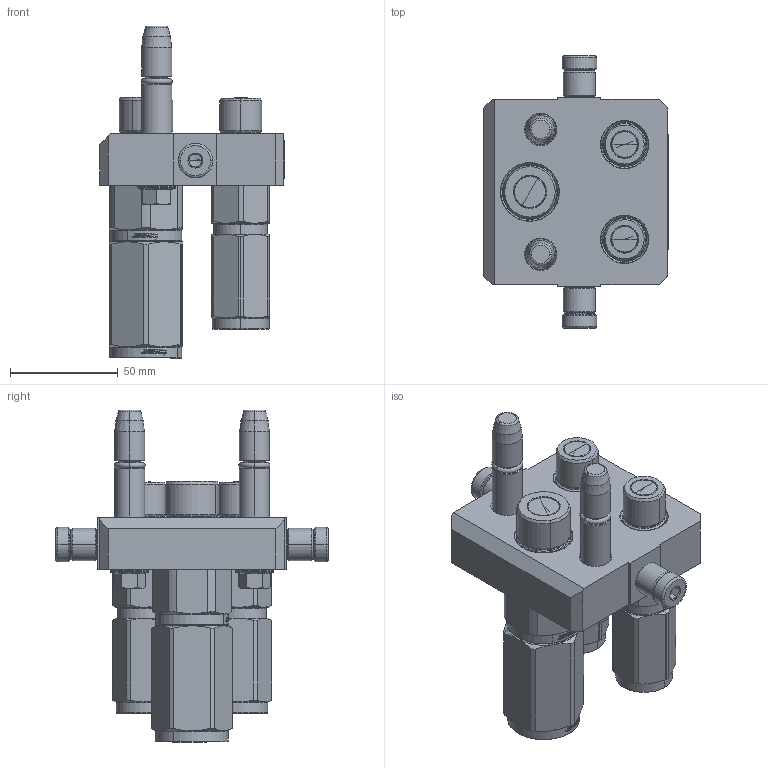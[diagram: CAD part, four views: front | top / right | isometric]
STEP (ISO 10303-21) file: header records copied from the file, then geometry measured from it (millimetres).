
FILE_DESCRIPTION (( 'STEP AP214' ), '1' );
FILE_NAME ('FASTER.step', '2022-01-27T09:38:10', ( '' ), ( '' ), 'SwSTEP 2.0', 'SolidWorks 2017', '' );
FILE_SCHEMA (( 'AUTOMOTIVE_DESIGN' ));
Length unit declared in the file: millimetre
Products named in the file (13): 4830_028_1000_011; 4830_021_0000_000; FASTER; 3ffnp38_gas_m; et002; 4830_013_3000_030; 1540_080_0008_000; or2_62x9_19_m; 3ffnp12_gas_m; P306_M_BASE; 4820_010_0000_001
Assembly tree (18 placements, depth 3):
  FASTER
    P306_M_BASE
      4820_010_0000_001
      4830_021_0000_000  x2
      1540_080_0008_000  x2
      4830_013_3000_030  x2
      4830_028_1000_011  x2
      or2_62x9_19_m  x2
    3ffnp12_gas_m
      3ffnp12_gas_m
    3ffnp38_gas_m  x2
      3ffnp38_gas_m
    et002
Bounding box: 85.8 x 126.6 x 154.2 mm (x, y, z)
Volume: 2873.9 mm3; surface area: 92940.9 mm2
Topology: 5 solids, 46 shells, 1929 faces, 5508 edges, 3640 vertices
Faces by surface type: plane 1184, cone 291, cylinder 290, torus 94, bspline 70
Entity records: 60699 total; most frequent: CARTESIAN_POINT 15653, ORIENTED_EDGE 8703, DIRECTION 8016, EDGE_CURVE 4623, VECTOR 3338, LINE 3338, VERTEX_POINT 3067, AXIS2_PLACEMENT_3D 2339
